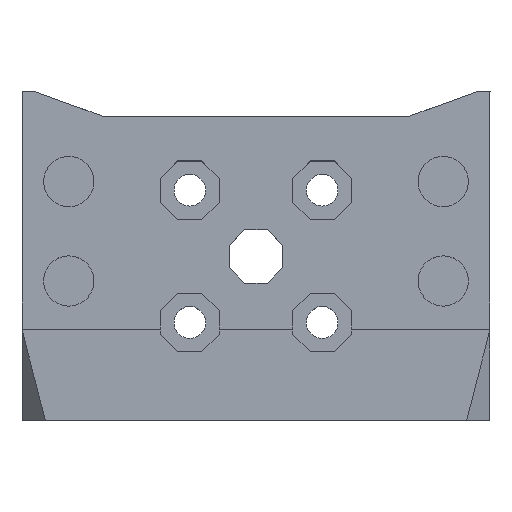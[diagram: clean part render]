
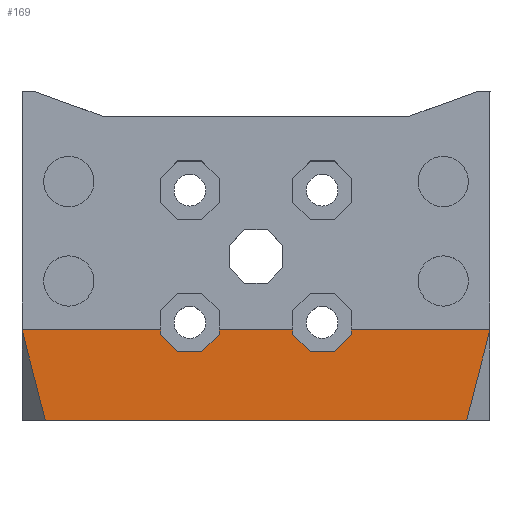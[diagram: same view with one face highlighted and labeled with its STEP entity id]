
A CAD part, top view. The second image highlights one B-rep face of the part: STEP entity #169.
In plain terms, the highlighted planar face has unit normal (0, 0, 1).
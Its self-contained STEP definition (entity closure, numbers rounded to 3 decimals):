
#19 = VERTEX_POINT ( 'NONE', #6796 ) ;
#65 = ORIENTED_EDGE ( 'NONE', *, *, #8524, .F. ) ;
#169 = ADVANCED_FACE ( 'NONE', ( #5033 ), #12115, .F. ) ;
#266 = LINE ( 'NONE', #2151, #2274 ) ;
#341 = CARTESIAN_POINT ( 'NONE',  ( 3.157, -28.3, 26. ) ) ;
#717 = DIRECTION ( 'NONE',  ( 0., 1., 0. ) ) ;
#744 = VERTEX_POINT ( 'NONE', #9017 ) ;
#782 = LINE ( 'NONE', #3775, #8667 ) ;
#864 = DIRECTION ( 'NONE',  ( -0.251, 0.968, 0. ) ) ;
#1028 = VERTEX_POINT ( 'NONE', #12672 ) ;
#1192 = DIRECTION ( 'NONE',  ( 0., 0., -1. ) ) ;
#1266 = LINE ( 'NONE', #11202, #7068 ) ;
#1483 = LINE ( 'NONE', #12207, #4156 ) ;
#1676 = VECTOR ( 'NONE', #7498, 1000. ) ;
#1738 = EDGE_CURVE ( 'NONE', #6563, #744, #5420, .T. ) ;
#1860 = LINE ( 'NONE', #12534, #10788 ) ;
#1931 = LINE ( 'NONE', #5895, #3078 ) ;
#1983 = CARTESIAN_POINT ( 'NONE',  ( -4.621, -30.157, 26. ) ) ;
#2027 = VECTOR ( 'NONE', #8407, 1000. ) ;
#2151 = CARTESIAN_POINT ( 'NONE',  ( 4.621, -30.157, 26. ) ) ;
#2273 = DIRECTION ( 'NONE',  ( 1., 0., 0. ) ) ;
#2274 = VECTOR ( 'NONE', #6959, 1000. ) ;
#2420 = VERTEX_POINT ( 'NONE', #1983 ) ;
#2550 = EDGE_CURVE ( 'NONE', #8632, #19, #9248, .T. ) ;
#2584 = VERTEX_POINT ( 'NONE', #3084 ) ;
#2709 = LINE ( 'NONE', #10640, #4782 ) ;
#2853 = ORIENTED_EDGE ( 'NONE', *, *, #2550, .T. ) ;
#2870 = CARTESIAN_POINT ( 'NONE',  ( 20., -28.3, 26. ) ) ;
#2876 = ORIENTED_EDGE ( 'NONE', *, *, #7158, .F. ) ;
#3034 = VECTOR ( 'NONE', #10284, 1000. ) ;
#3052 = ORIENTED_EDGE ( 'NONE', *, *, #7516, .F. ) ;
#3078 = VECTOR ( 'NONE', #9845, 1000. ) ;
#3084 = CARTESIAN_POINT ( 'NONE',  ( -8.157, -28.692, 26. ) ) ;
#3108 = VECTOR ( 'NONE', #9394, 1000. ) ;
#3318 = EDGE_CURVE ( 'NONE', #4406, #9440, #8184, .T. ) ;
#3424 = CARTESIAN_POINT ( 'NONE',  ( -8.157, -28.692, 26. ) ) ;
#3520 = EDGE_CURVE ( 'NONE', #12042, #5946, #12385, .T. ) ;
#3537 = CARTESIAN_POINT ( 'NONE',  ( -3.157, -28.692, 26. ) ) ;
#3721 = EDGE_CURVE ( 'NONE', #1028, #12042, #782, .T. ) ;
#3754 = DIRECTION ( 'NONE',  ( 1., 0., 0. ) ) ;
#3775 = CARTESIAN_POINT ( 'NONE',  ( 8.157, -28.692, 26. ) ) ;
#4156 = VECTOR ( 'NONE', #4340, 1000. ) ;
#4260 = AXIS2_PLACEMENT_3D ( 'NONE', #11008, #1192, #6004 ) ;
#4340 = DIRECTION ( 'NONE',  ( -0.251, -0.968, 0. ) ) ;
#4406 = VERTEX_POINT ( 'NONE', #8008 ) ;
#4522 = VECTOR ( 'NONE', #2273, 1000. ) ;
#4782 = VECTOR ( 'NONE', #7722, 1000. ) ;
#5033 = FACE_OUTER_BOUND ( 'NONE', #5818, .T. ) ;
#5068 = ORIENTED_EDGE ( 'NONE', *, *, #3520, .F. ) ;
#5214 = EDGE_CURVE ( 'NONE', #7334, #1028, #1931, .T. ) ;
#5241 = LINE ( 'NONE', #3424, #3108 ) ;
#5382 = EDGE_CURVE ( 'NONE', #2420, #9861, #10498, .T. ) ;
#5420 = LINE ( 'NONE', #11404, #3034 ) ;
#5424 = CARTESIAN_POINT ( 'NONE',  ( -18.95, -28.3, 26. ) ) ;
#5566 = ORIENTED_EDGE ( 'NONE', *, *, #5382, .F. ) ;
#5578 = VECTOR ( 'NONE', #8553, 1000. ) ;
#5584 = VERTEX_POINT ( 'NONE', #8079 ) ;
#5818 = EDGE_LOOP ( 'NONE', ( #7337, #11337, #6942, #5566, #8951, #3052, #6546, #11452, #2876, #2853, #65, #5068, #7759, #10559, #6609, #9796 ) ) ;
#5883 = CARTESIAN_POINT ( 'NONE',  ( 3.157, -26.621, 26. ) ) ;
#5895 = CARTESIAN_POINT ( 'NONE',  ( 6.692, -30.157, 26. ) ) ;
#5946 = VERTEX_POINT ( 'NONE', #2870 ) ;
#5999 = VECTOR ( 'NONE', #864, 1000. ) ;
#6004 = DIRECTION ( 'NONE',  ( -1., 0., 0. ) ) ;
#6397 = VERTEX_POINT ( 'NONE', #6702 ) ;
#6546 = ORIENTED_EDGE ( 'NONE', *, *, #10952, .F. ) ;
#6563 = VERTEX_POINT ( 'NONE', #11366 ) ;
#6609 = ORIENTED_EDGE ( 'NONE', *, *, #7313, .F. ) ;
#6658 = VERTEX_POINT ( 'NONE', #12863 ) ;
#6702 = CARTESIAN_POINT ( 'NONE',  ( 4.621, -30.157, 26. ) ) ;
#6796 = CARTESIAN_POINT ( 'NONE',  ( 18., -36., 26. ) ) ;
#6942 = ORIENTED_EDGE ( 'NONE', *, *, #11184, .F. ) ;
#6959 = DIRECTION ( 'NONE',  ( 1., 0., 0. ) ) ;
#7068 = VECTOR ( 'NONE', #7361, 1000. ) ;
#7158 = EDGE_CURVE ( 'NONE', #8632, #6563, #12762, .T. ) ;
#7313 = EDGE_CURVE ( 'NONE', #6397, #7334, #266, .T. ) ;
#7334 = VERTEX_POINT ( 'NONE', #8129 ) ;
#7337 = ORIENTED_EDGE ( 'NONE', *, *, #10868, .F. ) ;
#7361 = DIRECTION ( 'NONE',  ( 0., -1., 0. ) ) ;
#7498 = DIRECTION ( 'NONE',  ( 0., 1., 0. ) ) ;
#7516 = EDGE_CURVE ( 'NONE', #2584, #6658, #5241, .T. ) ;
#7645 = EDGE_CURVE ( 'NONE', #6658, #2420, #1860, .T. ) ;
#7666 = EDGE_CURVE ( 'NONE', #5584, #6397, #2709, .T. ) ;
#7722 = DIRECTION ( 'NONE',  ( 0.707, -0.707, 0. ) ) ;
#7759 = ORIENTED_EDGE ( 'NONE', *, *, #3721, .F. ) ;
#7767 = CARTESIAN_POINT ( 'NONE',  ( -3.157, -28.692, 26. ) ) ;
#7807 = CARTESIAN_POINT ( 'NONE',  ( -20., -28.3, 26. ) ) ;
#8008 = CARTESIAN_POINT ( 'NONE',  ( -3.157, -28.3, 26. ) ) ;
#8015 = LINE ( 'NONE', #5883, #10796 ) ;
#8020 = VECTOR ( 'NONE', #8088, 1000. ) ;
#8079 = CARTESIAN_POINT ( 'NONE',  ( 3.157, -28.692, 26. ) ) ;
#8088 = DIRECTION ( 'NONE',  ( 1., 0., 0. ) ) ;
#8129 = CARTESIAN_POINT ( 'NONE',  ( 6.692, -30.157, 26. ) ) ;
#8184 = LINE ( 'NONE', #11172, #4522 ) ;
#8407 = DIRECTION ( 'NONE',  ( 1., 0., 0. ) ) ;
#8524 = EDGE_CURVE ( 'NONE', #5946, #19, #1483, .T. ) ;
#8553 = DIRECTION ( 'NONE',  ( 0.707, 0.707, 0. ) ) ;
#8632 = VERTEX_POINT ( 'NONE', #12343 ) ;
#8667 = VECTOR ( 'NONE', #717, 1000. ) ;
#8951 = ORIENTED_EDGE ( 'NONE', *, *, #7645, .F. ) ;
#9017 = CARTESIAN_POINT ( 'NONE',  ( -8.157, -28.3, 26. ) ) ;
#9248 = LINE ( 'NONE', #11074, #8020 ) ;
#9394 = DIRECTION ( 'NONE',  ( 0.707, -0.707, 0. ) ) ;
#9440 = VERTEX_POINT ( 'NONE', #341 ) ;
#9796 = ORIENTED_EDGE ( 'NONE', *, *, #7666, .F. ) ;
#9833 = DIRECTION ( 'NONE',  ( 0., -1., 0. ) ) ;
#9845 = DIRECTION ( 'NONE',  ( 0.707, 0.707, 0. ) ) ;
#9861 = VERTEX_POINT ( 'NONE', #7767 ) ;
#10284 = DIRECTION ( 'NONE',  ( 1., 0., 0. ) ) ;
#10498 = LINE ( 'NONE', #11617, #5578 ) ;
#10559 = ORIENTED_EDGE ( 'NONE', *, *, #5214, .F. ) ;
#10640 = CARTESIAN_POINT ( 'NONE',  ( 3.157, -28.692, 26. ) ) ;
#10788 = VECTOR ( 'NONE', #3754, 1000. ) ;
#10796 = VECTOR ( 'NONE', #9833, 1000. ) ;
#10829 = CARTESIAN_POINT ( 'NONE',  ( 8.157, -28.3, 26. ) ) ;
#10868 = EDGE_CURVE ( 'NONE', #9440, #5584, #8015, .T. ) ;
#10952 = EDGE_CURVE ( 'NONE', #744, #2584, #1266, .T. ) ;
#11008 = CARTESIAN_POINT ( 'NONE',  ( -18.95, -36., 26. ) ) ;
#11074 = CARTESIAN_POINT ( 'NONE',  ( -18.95, -36., 26. ) ) ;
#11172 = CARTESIAN_POINT ( 'NONE',  ( -18.95, -28.3, 26. ) ) ;
#11184 = EDGE_CURVE ( 'NONE', #9861, #4406, #12447, .T. ) ;
#11202 = CARTESIAN_POINT ( 'NONE',  ( -8.157, -26.621, 26. ) ) ;
#11337 = ORIENTED_EDGE ( 'NONE', *, *, #3318, .F. ) ;
#11366 = CARTESIAN_POINT ( 'NONE',  ( -20., -28.3, 26. ) ) ;
#11404 = CARTESIAN_POINT ( 'NONE',  ( 18.95, -28.3, 26. ) ) ;
#11452 = ORIENTED_EDGE ( 'NONE', *, *, #1738, .F. ) ;
#11617 = CARTESIAN_POINT ( 'NONE',  ( -4.621, -30.157, 26. ) ) ;
#12042 = VERTEX_POINT ( 'NONE', #10829 ) ;
#12115 = PLANE ( 'NONE',  #4260 ) ;
#12207 = CARTESIAN_POINT ( 'NONE',  ( 20., -28.3, 26. ) ) ;
#12343 = CARTESIAN_POINT ( 'NONE',  ( -18., -36., 26. ) ) ;
#12385 = LINE ( 'NONE', #5424, #2027 ) ;
#12447 = LINE ( 'NONE', #3537, #1676 ) ;
#12534 = CARTESIAN_POINT ( 'NONE',  ( -6.692, -30.157, 26. ) ) ;
#12672 = CARTESIAN_POINT ( 'NONE',  ( 8.157, -28.692, 26. ) ) ;
#12762 = LINE ( 'NONE', #7807, #5999 ) ;
#12863 = CARTESIAN_POINT ( 'NONE',  ( -6.692, -30.157, 26. ) ) ;
